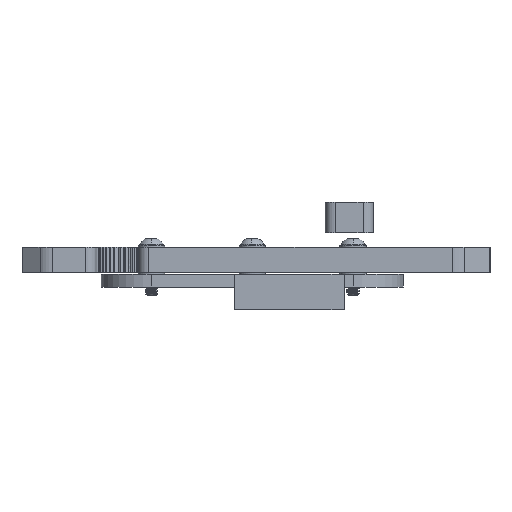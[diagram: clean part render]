
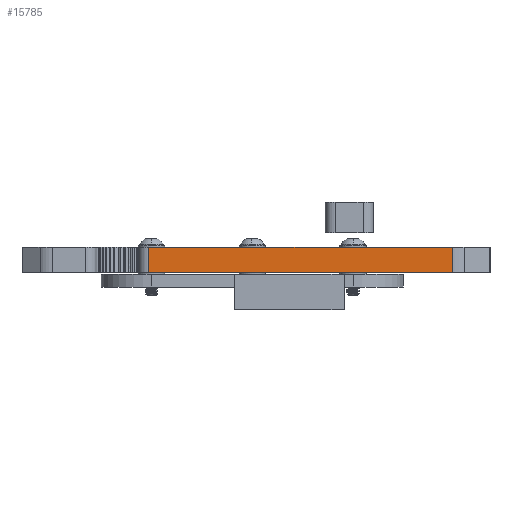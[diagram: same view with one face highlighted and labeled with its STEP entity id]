
A CAD part, front view. The second image highlights one B-rep face of the part: STEP entity #15785.
In plain terms, the highlighted planar face has unit normal (0, -1, 0).
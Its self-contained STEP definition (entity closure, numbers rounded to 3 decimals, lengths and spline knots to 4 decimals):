
#242=PLANE('',#16863);
#1345=LINE('',#74207,#2005);
#1347=LINE('',#74213,#2007);
#1358=LINE('',#79643,#2018);
#1359=LINE('',#79644,#2019);
#2005=VECTOR('',#18353,0.3937);
#2007=VECTOR('',#18359,0.3937);
#2018=VECTOR('',#18480,0.3937);
#2019=VECTOR('',#18481,0.3937);
#3915=FACE_OUTER_BOUND('',#4827,.T.);
#4827=EDGE_LOOP('',(#12752,#12753,#12754,#12755));
#6766=VERTEX_POINT('',#74204);
#6767=VERTEX_POINT('',#74206);
#6769=VERTEX_POINT('',#74212);
#6967=VERTEX_POINT('',#79642);
#8829=EDGE_CURVE('',#6766,#6767,#1345,.T.);
#8832=EDGE_CURVE('',#6767,#6769,#1347,.T.);
#9031=EDGE_CURVE('',#6967,#6766,#1358,.T.);
#9032=EDGE_CURVE('',#6769,#6967,#1359,.T.);
#12752=ORIENTED_EDGE('',*,*,#8829,.F.);
#12753=ORIENTED_EDGE('',*,*,#9031,.F.);
#12754=ORIENTED_EDGE('',*,*,#9032,.F.);
#12755=ORIENTED_EDGE('',*,*,#8832,.F.);
#15785=ADVANCED_FACE('',(#3915),#242,.T.);
#16863=AXIS2_PLACEMENT_3D('',#79641,#18478,#18479);
#18353=DIRECTION('',(0.,0.,1.));
#18359=DIRECTION('',(1.,0.,0.));
#18478=DIRECTION('center_axis',(0.,-1.,0.));
#18479=DIRECTION('ref_axis',(-1.,0.,0.));
#18480=DIRECTION('',(-1.,0.,0.));
#18481=DIRECTION('',(0.,0.,-1.));
#74204=CARTESIAN_POINT('',(-0.025,-0.8,0.));
#74206=CARTESIAN_POINT('',(-0.025,-0.8,0.25));
#74207=CARTESIAN_POINT('',(-0.025,-0.8,0.25));
#74212=CARTESIAN_POINT('',(2.9825,-0.8,0.25));
#74213=CARTESIAN_POINT('',(-0.125,-0.8,0.25));
#79641=CARTESIAN_POINT('Origin',(3.05,-0.8,0.25));
#79642=CARTESIAN_POINT('',(2.9825,-0.8,0.));
#79643=CARTESIAN_POINT('',(-0.125,-0.8,0.));
#79644=CARTESIAN_POINT('',(2.9825,-0.8,0.25));
